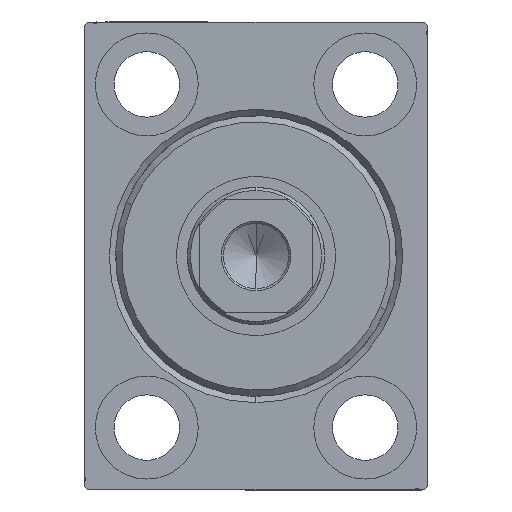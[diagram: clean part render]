
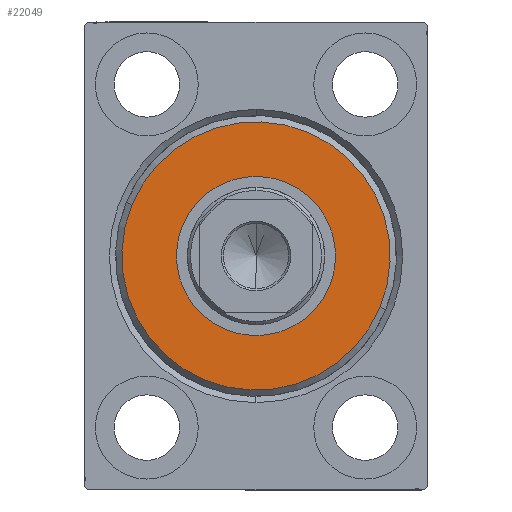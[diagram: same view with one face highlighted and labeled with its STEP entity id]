
A CAD part, left-side view. The second image highlights one B-rep face of the part: STEP entity #22049.
In plain terms, the highlighted face is planar.
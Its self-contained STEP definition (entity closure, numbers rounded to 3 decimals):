
#121 = EDGE_CURVE ( 'NONE', #40908, #42590, #10335, .T. ) ;
#357 = EDGE_CURVE ( 'NONE', #42590, #40908, #38605, .T. ) ;
#2701 = CARTESIAN_POINT ( 'NONE',  ( 3., 0., 0. ) ) ;
#6488 = FACE_OUTER_BOUND ( 'NONE', #22483, .T. ) ;
#7061 = DIRECTION ( 'NONE',  ( 1., 0., 0. ) ) ;
#7625 = ORIENTED_EDGE ( 'NONE', *, *, #357, .T. ) ;
#7725 = DIRECTION ( 'NONE',  ( 0., 0., -1. ) ) ;
#7943 = CARTESIAN_POINT ( 'NONE',  ( 3., 0., 0. ) ) ;
#8891 = AXIS2_PLACEMENT_3D ( 'NONE', #34629, #15480, #31307 ) ;
#10335 = CIRCLE ( 'NONE', #8891, 21.5 ) ;
#12897 = DIRECTION ( 'NONE',  ( 0., 0., -1. ) ) ;
#13408 = DIRECTION ( 'NONE',  ( -1., 0., 0. ) ) ;
#14564 = AXIS2_PLACEMENT_3D ( 'NONE', #7943, #7061, #7725 ) ;
#15480 = DIRECTION ( 'NONE',  ( 1., 0., 0. ) ) ;
#16791 = CARTESIAN_POINT ( 'NONE',  ( 3., 0., 21.5 ) ) ;
#16952 = DIRECTION ( 'NONE',  ( 0., 0., -1. ) ) ;
#17342 = CARTESIAN_POINT ( 'NONE',  ( 3., 0., 12.75 ) ) ;
#22049 = ADVANCED_FACE ( 'NONE', ( #6488, #36600 ), #22871, .T. ) ;
#22483 = EDGE_LOOP ( 'NONE', ( #36930, #7625 ) ) ;
#22871 = PLANE ( 'NONE',  #36223 ) ;
#22884 = ORIENTED_EDGE ( 'NONE', *, *, #41683, .T. ) ;
#23431 = CIRCLE ( 'NONE', #38301, 12.75 ) ;
#24786 = VERTEX_POINT ( 'NONE', #42050 ) ;
#25241 = AXIS2_PLACEMENT_3D ( 'NONE', #37117, #13408, #16952 ) ;
#28558 = CARTESIAN_POINT ( 'NONE',  ( 3., 0., -21.5 ) ) ;
#30014 = EDGE_CURVE ( 'NONE', #40367, #24786, #31608, .T. ) ;
#31307 = DIRECTION ( 'NONE',  ( 0., 0., -1. ) ) ;
#31608 = CIRCLE ( 'NONE', #25241, 12.75 ) ;
#32569 = ORIENTED_EDGE ( 'NONE', *, *, #30014, .T. ) ;
#34629 = CARTESIAN_POINT ( 'NONE',  ( 3., 0., 0. ) ) ;
#36083 = DIRECTION ( 'NONE',  ( 0., 0., -1. ) ) ;
#36223 = AXIS2_PLACEMENT_3D ( 'NONE', #2701, #39931, #12897 ) ;
#36600 = FACE_BOUND ( 'NONE', #40139, .T. ) ;
#36930 = ORIENTED_EDGE ( 'NONE', *, *, #121, .T. ) ;
#37117 = CARTESIAN_POINT ( 'NONE',  ( 3., 0., 0. ) ) ;
#38301 = AXIS2_PLACEMENT_3D ( 'NONE', #42516, #42730, #36083 ) ;
#38605 = CIRCLE ( 'NONE', #14564, 21.5 ) ;
#39931 = DIRECTION ( 'NONE',  ( 1., 0., 0. ) ) ;
#40139 = EDGE_LOOP ( 'NONE', ( #32569, #22884 ) ) ;
#40367 = VERTEX_POINT ( 'NONE', #17342 ) ;
#40908 = VERTEX_POINT ( 'NONE', #16791 ) ;
#41683 = EDGE_CURVE ( 'NONE', #24786, #40367, #23431, .T. ) ;
#42050 = CARTESIAN_POINT ( 'NONE',  ( 3., 0., -12.75 ) ) ;
#42516 = CARTESIAN_POINT ( 'NONE',  ( 3., 0., 0. ) ) ;
#42590 = VERTEX_POINT ( 'NONE', #28558 ) ;
#42730 = DIRECTION ( 'NONE',  ( -1., 0., 0. ) ) ;
